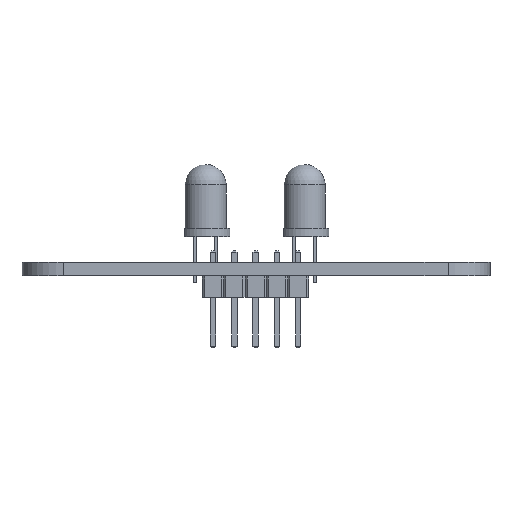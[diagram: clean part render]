
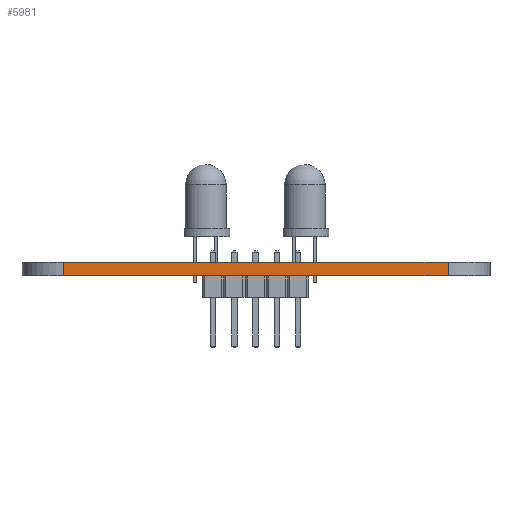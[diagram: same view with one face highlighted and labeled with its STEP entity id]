
A CAD part, front view. The second image highlights one B-rep face of the part: STEP entity #5981.
In plain terms, the highlighted planar face has unit normal (0, -1, 0).
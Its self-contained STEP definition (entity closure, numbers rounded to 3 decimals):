
#4356 = VERTEX_POINT('',#4357);
#4357 = CARTESIAN_POINT('',(70.,-112.1,0.));
#4364 = EDGE_CURVE('',#4365,#4356,#4367,.T.);
#4365 = VERTEX_POINT('',#4366);
#4366 = CARTESIAN_POINT('',(115.9,-112.1,0.));
#4367 = LINE('',#4368,#4369);
#4368 = CARTESIAN_POINT('',(115.9,-112.1,0.));
#4369 = VECTOR('',#4370,1.);
#4370 = DIRECTION('',(-1.,0.,0.));
#5057 = VERTEX_POINT('',#5058);
#5058 = CARTESIAN_POINT('',(70.,-112.1,1.6));
#5065 = EDGE_CURVE('',#5066,#5057,#5068,.T.);
#5066 = VERTEX_POINT('',#5067);
#5067 = CARTESIAN_POINT('',(115.9,-112.1,1.6));
#5068 = LINE('',#5069,#5070);
#5069 = CARTESIAN_POINT('',(115.9,-112.1,1.6));
#5070 = VECTOR('',#5071,1.);
#5071 = DIRECTION('',(-1.,0.,0.));
#5953 = EDGE_CURVE('',#4365,#5066,#5954,.T.);
#5954 = LINE('',#5955,#5956);
#5955 = CARTESIAN_POINT('',(115.9,-112.1,0.));
#5956 = VECTOR('',#5957,1.);
#5957 = DIRECTION('',(0.,0.,1.));
#5981 = ADVANCED_FACE('',(#5982),#5993,.T.);
#5982 = FACE_BOUND('',#5983,.T.);
#5983 = EDGE_LOOP('',(#5984,#5985,#5986,#5992));
#5984 = ORIENTED_EDGE('',*,*,#5953,.T.);
#5985 = ORIENTED_EDGE('',*,*,#5065,.T.);
#5986 = ORIENTED_EDGE('',*,*,#5987,.F.);
#5987 = EDGE_CURVE('',#4356,#5057,#5988,.T.);
#5988 = LINE('',#5989,#5990);
#5989 = CARTESIAN_POINT('',(70.,-112.1,0.));
#5990 = VECTOR('',#5991,1.);
#5991 = DIRECTION('',(0.,0.,1.));
#5992 = ORIENTED_EDGE('',*,*,#4364,.F.);
#5993 = PLANE('',#5994);
#5994 = AXIS2_PLACEMENT_3D('',#5995,#5996,#5997);
#5995 = CARTESIAN_POINT('',(115.9,-112.1,0.));
#5996 = DIRECTION('',(0.,-1.,0.));
#5997 = DIRECTION('',(-1.,0.,0.));
